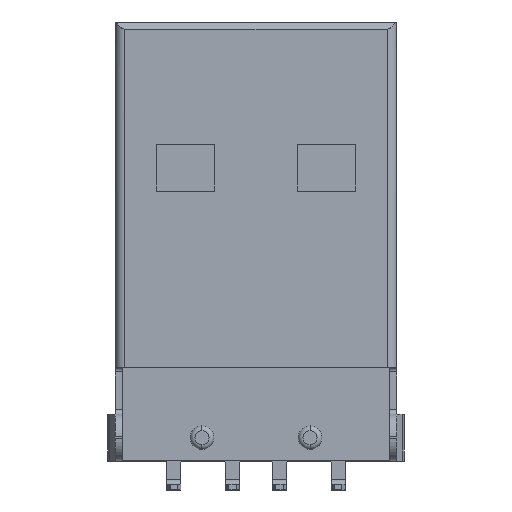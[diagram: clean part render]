
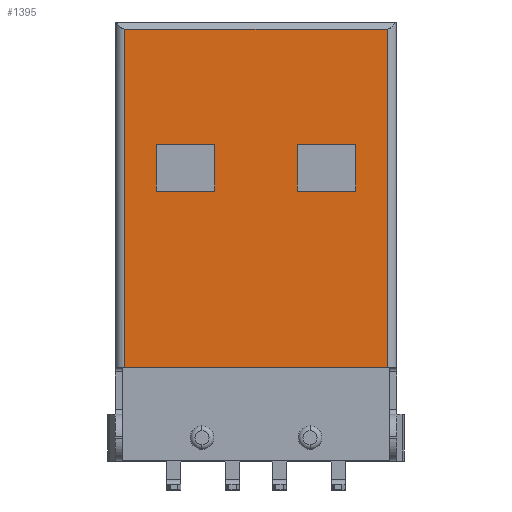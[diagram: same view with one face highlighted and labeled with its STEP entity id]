
A CAD part, front view. The second image highlights one B-rep face of the part: STEP entity #1395.
In plain terms, the highlighted planar face has unit normal (0, -1, 0).
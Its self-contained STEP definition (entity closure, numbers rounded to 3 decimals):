
#1395=ADVANCED_FACE('',(#3656,#3657,#3658),#3659,.T.);
#2547=VERTEX_POINT('',#4862);
#2551=VERTEX_POINT('',#4866);
#2553=EDGE_CURVE('',#2551,#2547,#4868,.T.);
#2557=VERTEX_POINT('',#4872);
#2561=EDGE_CURVE('',#2547,#2557,#4876,.T.);
#2563=VERTEX_POINT('',#4878);
#2567=VERTEX_POINT('',#4882);
#2569=EDGE_CURVE('',#2567,#2563,#4884,.T.);
#2573=VERTEX_POINT('',#4888);
#2577=EDGE_CURVE('',#2563,#2573,#4892,.T.);
#2579=VERTEX_POINT('',#4894);
#2583=EDGE_CURVE('',#2557,#2579,#4898,.T.);
#2601=EDGE_CURVE('',#2579,#2551,#4916,.T.);
#2627=VERTEX_POINT('',#4942);
#2631=EDGE_CURVE('',#2573,#2627,#4946,.T.);
#2649=EDGE_CURVE('',#2627,#2567,#4964,.T.);
#2801=VERTEX_POINT('',#5116);
#2805=VERTEX_POINT('',#5120);
#2807=EDGE_CURVE('',#2805,#2801,#5122,.T.);
#3035=VERTEX_POINT('',#5350);
#3039=EDGE_CURVE('',#2801,#3035,#5354,.T.);
#3041=VERTEX_POINT('',#5356);
#3043=EDGE_CURVE('',#3035,#3041,#5358,.T.);
#3045=EDGE_CURVE('',#2805,#3041,#5360,.T.);
#3656=FACE_OUTER_BOUND('',#5961,.T.);
#3657=FACE_BOUND('',#5962,.T.);
#3658=FACE_BOUND('',#5963,.T.);
#3659=PLANE('',#5964);
#4862=CARTESIAN_POINT('',(1.75,0.,-7.2));
#4866=CARTESIAN_POINT('',(4.25,0.,-7.2));
#4868=LINE('',#7739,#7740);
#4872=CARTESIAN_POINT('',(1.75,0.,-5.2));
#4876=LINE('',#7753,#7754);
#4878=CARTESIAN_POINT('',(-4.25,0.,-7.2));
#4882=CARTESIAN_POINT('',(-1.75,0.,-7.2));
#4884=LINE('',#7765,#7766);
#4888=CARTESIAN_POINT('',(-4.25,0.,-5.2));
#4892=LINE('',#7779,#7780);
#4894=CARTESIAN_POINT('',(4.25,0.,-5.2));
#4898=LINE('',#7789,#7790);
#4916=LINE('',#7817,#7818);
#4942=CARTESIAN_POINT('',(-1.75,0.,-5.2));
#4946=LINE('',#7867,#7868);
#4964=LINE('',#7895,#7896);
#5116=CARTESIAN_POINT('',(5.597,0.,-14.69));
#5120=CARTESIAN_POINT('',(-5.597,0.0,-14.69));
#5122=LINE('',#8149,#8150);
#5350=CARTESIAN_POINT('',(5.597,0.,-0.298));
#5354=LINE('',#8514,#8515);
#5356=CARTESIAN_POINT('',(-5.597,0.0,-0.298));
#5358=LINE('',#8520,#8521);
#5360=LINE('',#8524,#8525);
#5961=EDGE_LOOP('',(#10269,#10270,#10271,#10272));
#5962=EDGE_LOOP('',(#10273,#10274,#10275,#10276));
#5963=EDGE_LOOP('',(#10277,#10278,#10279,#10280));
#5964=AXIS2_PLACEMENT_3D('',#10281,#10282,#10283);
#7739=CARTESIAN_POINT('',(4.299,0.,-7.2));
#7740=VECTOR('',#11000,1.0);
#7753=CARTESIAN_POINT('',(1.75,0.,-12.95));
#7754=VECTOR('',#11003,1.0);
#7765=CARTESIAN_POINT('',(1.299,0.,-7.2));
#7766=VECTOR('',#11005,1.0);
#7779=CARTESIAN_POINT('',(-4.25,0.,-12.95));
#7780=VECTOR('',#11008,1.0);
#7789=CARTESIAN_POINT('',(4.299,0.,-5.2));
#7790=VECTOR('',#11010,1.0);
#7817=CARTESIAN_POINT('',(4.25,0.,-12.95));
#7818=VECTOR('',#11015,1.0);
#7867=CARTESIAN_POINT('',(1.299,0.,-5.2));
#7868=VECTOR('',#11025,1.0);
#7895=CARTESIAN_POINT('',(-1.75,0.,-12.95));
#7896=VECTOR('',#11030,1.0);
#8149=CARTESIAN_POINT('',(2.799,0.,-14.69));
#8150=VECTOR('',#11108,1.0);
#8514=CARTESIAN_POINT('',(5.597,0.,-19.7));
#8515=VECTOR('',#11222,1.0);
#8520=CARTESIAN_POINT('',(7.0,0.,-0.298));
#8521=VECTOR('',#11223,1.0);
#8524=CARTESIAN_POINT('',(-5.597,0.0,-19.7));
#8525=VECTOR('',#11224,1.0);
#10269=ORIENTED_EDGE('',*,*,#2807,.T.);
#10270=ORIENTED_EDGE('',*,*,#3039,.T.);
#10271=ORIENTED_EDGE('',*,*,#3043,.T.);
#10272=ORIENTED_EDGE('',*,*,#3045,.F.);
#10273=ORIENTED_EDGE('',*,*,#2553,.T.);
#10274=ORIENTED_EDGE('',*,*,#2561,.T.);
#10275=ORIENTED_EDGE('',*,*,#2583,.T.);
#10276=ORIENTED_EDGE('',*,*,#2601,.T.);
#10277=ORIENTED_EDGE('',*,*,#2569,.T.);
#10278=ORIENTED_EDGE('',*,*,#2577,.T.);
#10279=ORIENTED_EDGE('',*,*,#2631,.T.);
#10280=ORIENTED_EDGE('',*,*,#2649,.T.);
#10281=CARTESIAN_POINT('',(5.597,0.,-19.7));
#10282=DIRECTION('',(0.0,-1.0,0.0));
#10283=DIRECTION('',(0.0,0.0,-1.0));
#11000=DIRECTION('',(-1.0,0.0,0.0));
#11003=DIRECTION('',(0.0,0.0,1.0));
#11005=DIRECTION('',(-1.0,0.0,0.0));
#11008=DIRECTION('',(0.0,0.0,1.0));
#11010=DIRECTION('',(1.0,0.0,0.0));
#11015=DIRECTION('',(-0.0,-0.0,-1.0));
#11025=DIRECTION('',(1.0,0.0,0.0));
#11030=DIRECTION('',(-0.0,-0.0,-1.0));
#11108=DIRECTION('',(1.0,0.0,0.0));
#11222=DIRECTION('',(0.0,0.0,1.0));
#11223=DIRECTION('',(-1.0,0.0,0.));
#11224=DIRECTION('',(0.0,0.0,1.0));
